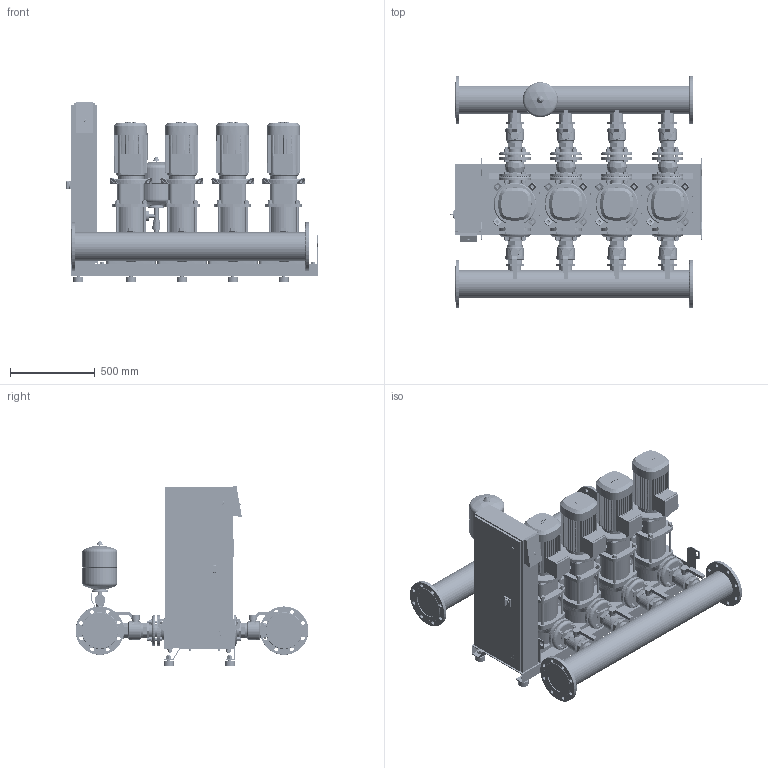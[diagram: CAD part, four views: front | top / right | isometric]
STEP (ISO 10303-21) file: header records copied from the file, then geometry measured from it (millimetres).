
FILE_DESCRIPTION((''),'2;1');
FILE_NAME('3d_SiBoostSmart4HELIXV3602_2-2540779.stp','2016-01-25T10:51:41',(''),(''),'Mechanical Desktop 2009','Mechanical Desktop 2009',', , ');
FILE_SCHEMA(('CONFIG_CONTROL_DESIGN'));
Length unit declared in the file: millimetre
Products named in the file (1): Product
Bounding box: 1480 x 1370 x 1063.4 mm (x, y, z)
Volume: 278072881 mm3; surface area: 17700632.7 mm2
Topology: 255 solids, 255 shells, 6180 faces, 15330 edges, 9992 vertices
Faces by surface type: plane 2299, bspline 2201, cylinder 1330, cone 254, torus 90, sphere 6
Entity records: 205283 total; most frequent: CARTESIAN_POINT 61336, ORIENTED_EDGE 30620, DIRECTION 28186, EDGE_CURVE 15310, VERTEX_POINT 9992, AXIS2_PLACEMENT_3D 9564, VECTOR 9058, LINE 9058
